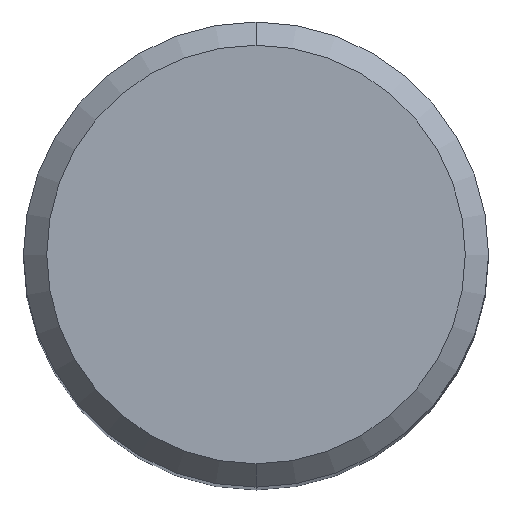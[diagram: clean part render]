
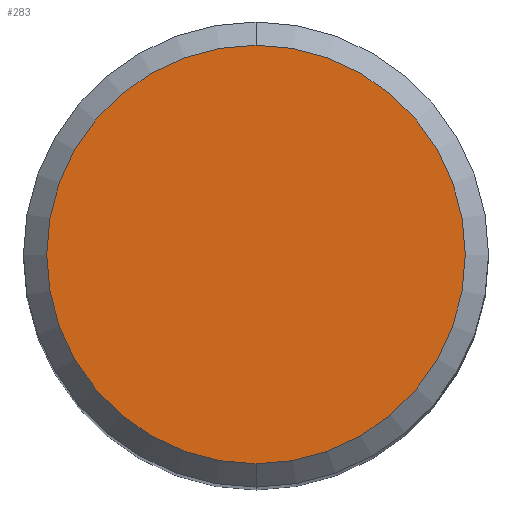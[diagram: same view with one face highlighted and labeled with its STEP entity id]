
A CAD part, top view. The second image highlights one B-rep face of the part: STEP entity #283.
In plain terms, the highlighted planar face has unit normal (0, 0, 1).
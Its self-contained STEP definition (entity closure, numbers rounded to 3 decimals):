
#283=ADVANCED_FACE('',(#583),#584,.T.);
#329=VERTEX_POINT('',#636);
#335=VERTEX_POINT('',#643);
#391=EDGE_CURVE('',#335,#329,#704,.T.);
#435=EDGE_CURVE('',#329,#335,#752,.T.);
#583=FACE_OUTER_BOUND('',#1067,.T.);
#584=PLANE('',#1068);
#636=CARTESIAN_POINT('',(0.,-5.4,0.0));
#643=CARTESIAN_POINT('',(0.0,5.4,0.0));
#704=CIRCLE('',#1313,5.4);
#752=CIRCLE('',#1435,5.4);
#1067=EDGE_LOOP('',(#1586,#1587));
#1068=AXIS2_PLACEMENT_3D('',#1588,#1589,#1590);
#1313=AXIS2_PLACEMENT_3D('',#1708,#1709,#1710);
#1435=AXIS2_PLACEMENT_3D('',#1760,#1761,#1762);
#1586=ORIENTED_EDGE('',*,*,#391,.F.);
#1587=ORIENTED_EDGE('',*,*,#435,.F.);
#1588=CARTESIAN_POINT('',(0.0,2.7,0.0));
#1589=DIRECTION('',(-0.0,0.0,1.0));
#1590=DIRECTION('',(0.0,-1.0,0.0));
#1708=CARTESIAN_POINT('',(0.0,0.0,0.0));
#1709=DIRECTION('',(0.0,0.0,-1.0));
#1710=DIRECTION('',(0.0,1.0,0.0));
#1760=CARTESIAN_POINT('',(0.0,0.0,0.0));
#1761=DIRECTION('',(0.0,0.0,-1.0));
#1762=DIRECTION('',(0.0,1.0,0.0));
